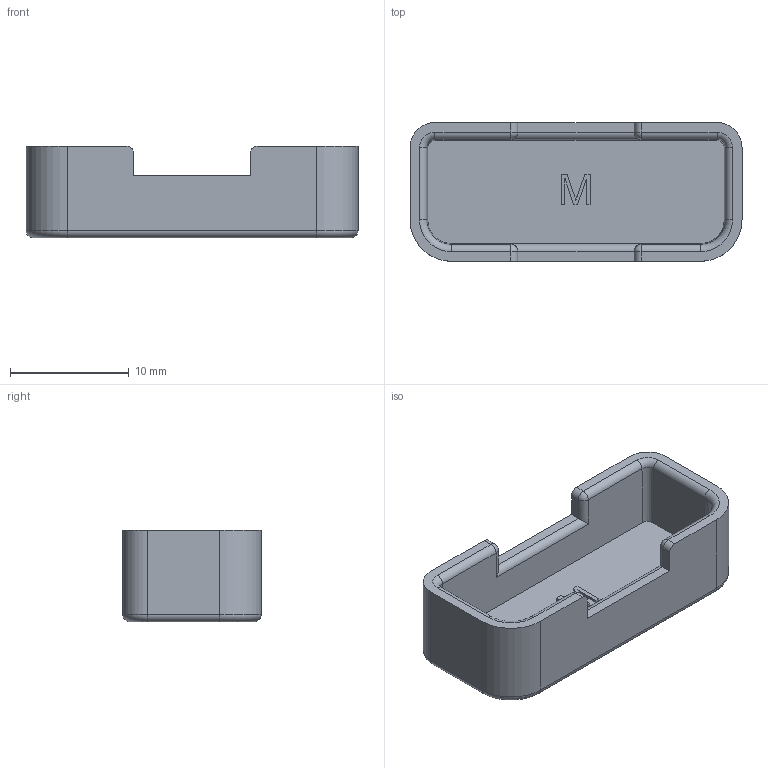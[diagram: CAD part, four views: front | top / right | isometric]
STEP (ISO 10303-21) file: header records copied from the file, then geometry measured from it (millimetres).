
FILE_DESCRIPTION (( 'STEP AP203' ), '1' );
FILE_NAME ('CVRDVI-M.STEP', '2010-04-16T12:55:12', ( 'x' ), ( 'Microsoft' ), 'SwSTEP 2.0', 'SolidWorks 2010', '' );
FILE_SCHEMA (( 'CONFIG_CONTROL_DESIGN' ));
Length unit declared in the file: millimetre
Products named in the file (1): CVRDVI-M
Bounding box: 28 x 11.7 x 7.7 mm (x, y, z)
Volume: 1050.4 mm3; surface area: 1489.2 mm2
Topology: 1 solids, 1 shells, 77 faces, 194 edges, 120 vertices
Faces by surface type: plane 35, cylinder 24, torus 8, cone 4, sphere 4, bspline 2
Entity records: 2469 total; most frequent: CARTESIAN_POINT 542, DIRECTION 390, ORIENTED_EDGE 388, EDGE_CURVE 194, AXIS2_PLACEMENT_3D 132, LINE 126, VECTOR 126, VERTEX_POINT 120
